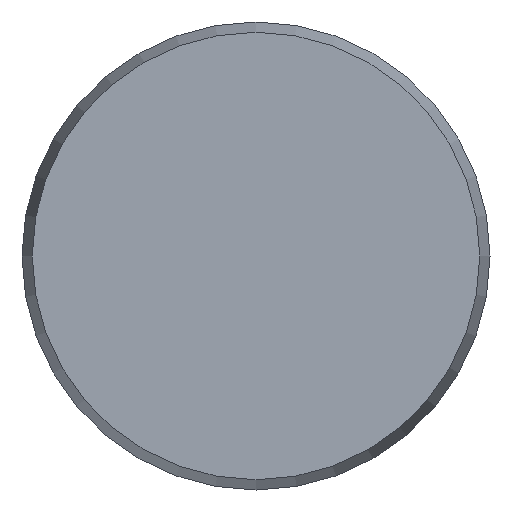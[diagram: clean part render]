
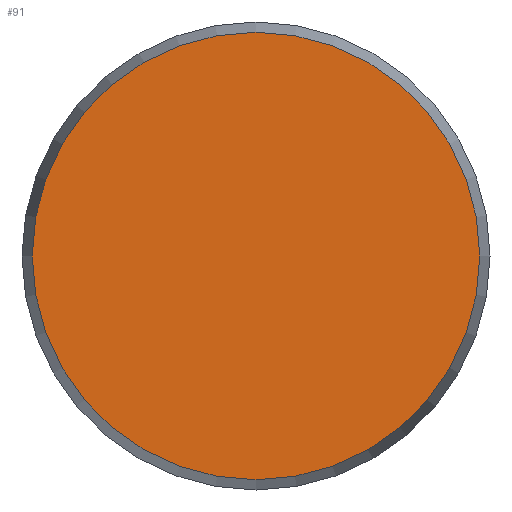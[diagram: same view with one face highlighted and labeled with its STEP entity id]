
A CAD part, front view. The second image highlights one B-rep face of the part: STEP entity #91.
In plain terms, the highlighted planar face has unit normal (0, -1, 0).
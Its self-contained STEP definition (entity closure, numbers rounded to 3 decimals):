
#91 = ADVANCED_FACE( '', ( #216 ), #217, .F. );
#216 = FACE_OUTER_BOUND( '', #371, .T. );
#217 = PLANE( '', #372 );
#371 = EDGE_LOOP( '', ( #599 ) );
#372 = AXIS2_PLACEMENT_3D( '', #600, #601, #602 );
#599 = ORIENTED_EDGE( '', *, *, #879, .T. );
#600 = CARTESIAN_POINT( '', ( 38.25, 0., 0. ) );
#601 = DIRECTION( '', ( 0., 1., 0. ) );
#602 = DIRECTION( '', ( 0., 0., 1. ) );
#879 = EDGE_CURVE( '', #1023, #1023, #1024, .T. );
#1023 = VERTEX_POINT( '', #1226 );
#1024 = CIRCLE( '', #1227, 38.25 );
#1226 = CARTESIAN_POINT( '', ( 0., 0., -38.25 ) );
#1227 = AXIS2_PLACEMENT_3D( '', #1549, #1550, #1551 );
#1549 = CARTESIAN_POINT( '', ( 0., 0., 0. ) );
#1550 = DIRECTION( '', ( 0., -1., 0. ) );
#1551 = DIRECTION( '', ( 0., 0., -1. ) );
